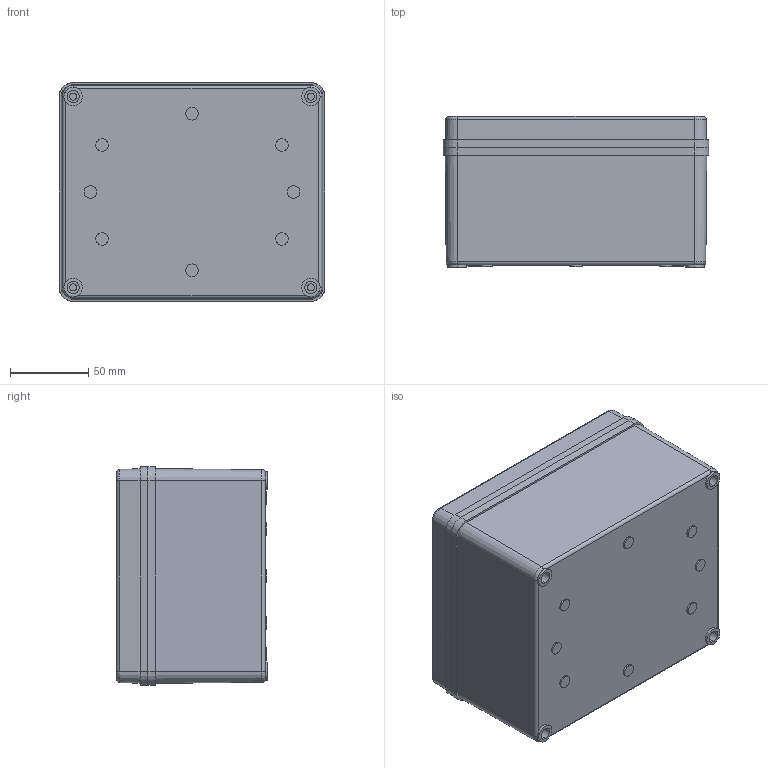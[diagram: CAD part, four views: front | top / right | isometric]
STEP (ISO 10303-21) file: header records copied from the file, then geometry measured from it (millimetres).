
FILE_DESCRIPTION (( 'STEP AP214' ), '1' );
FILE_NAME ('8724315_FIBOX_Piccolo_PC_H95G.STEP', '2023-02-16T08:25:28', ( 'fiboxadmin' ), ( '' ), 'SwSTEP 2.0', 'SolidWorks 2021', '' );
FILE_SCHEMA (( 'AUTOMOTIVE_DESIGN' ));
Length unit declared in the file: millimetre
Products named in the file (4): 8724315_FIBOX_Piccolo_PC_H95G; Fibox_Piccolo_H20C; Fibox_Piccolo_H75B; S-40_Piccolo_Cover_Screw_long
Assembly tree (6 placements, depth 2):
  8724315_FIBOX_Piccolo_PC_H95G
    Fibox_Piccolo_H75B
    Fibox_Piccolo_H20C
    S-40_Piccolo_Cover_Screw_long  x4
Bounding box: 170 x 96.5 x 140 mm (x, y, z)
Volume: 329357.2 mm3; surface area: 220816.2 mm2
Topology: 6 solids, 6 shells, 597 faces, 1499 edges, 982 vertices
Faces by surface type: plane 307, cylinder 218, cone 40, torus 32
Entity records: 13503 total; most frequent: DIRECTION 2387, CARTESIAN_POINT 2381, ORIENTED_EDGE 2206, EDGE_CURVE 1103, AXIS2_PLACEMENT_3D 854, VERTEX_POINT 724, LINE 679, VECTOR 679
